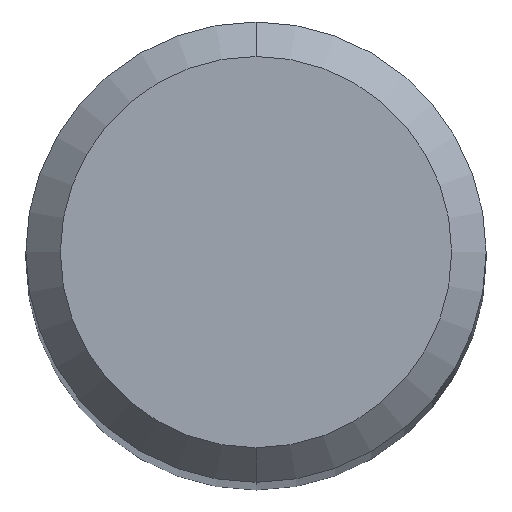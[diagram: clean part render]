
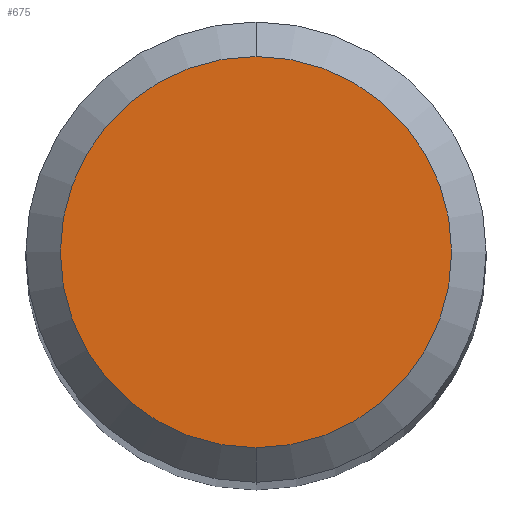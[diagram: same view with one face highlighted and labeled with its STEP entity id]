
A CAD part, top view. The second image highlights one B-rep face of the part: STEP entity #675.
In plain terms, the highlighted planar face has unit normal (0, 0, 1).
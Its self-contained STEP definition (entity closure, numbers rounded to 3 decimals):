
#675=ADVANCED_FACE('',(#1474),#1475,.T.);
#687=VERTEX_POINT('',#1488);
#915=VERTEX_POINT('',#1734);
#1105=EDGE_CURVE('',#915,#687,#1942,.T.);
#1171=EDGE_CURVE('',#687,#915,#2018,.T.);
#1474=FACE_OUTER_BOUND('',#2931,.T.);
#1475=PLANE('',#2932);
#1488=CARTESIAN_POINT('',(0.0,1.7,0.0));
#1734=CARTESIAN_POINT('',(0.,-1.7,0.0));
#1942=CIRCLE('',#4656,1.7);
#2018=CIRCLE('',#5101,1.7);
#2931=EDGE_LOOP('',(#5351,#5352));
#2932=AXIS2_PLACEMENT_3D('',#5353,#5354,#5355);
#4656=AXIS2_PLACEMENT_3D('',#5848,#5849,#5850);
#5101=AXIS2_PLACEMENT_3D('',#5990,#5991,#5992);
#5351=ORIENTED_EDGE('',*,*,#1171,.F.);
#5352=ORIENTED_EDGE('',*,*,#1105,.F.);
#5353=CARTESIAN_POINT('',(0.0,0.85,0.0));
#5354=DIRECTION('',(-0.0,0.0,1.0));
#5355=DIRECTION('',(0.0,-1.0,0.0));
#5848=CARTESIAN_POINT('',(0.0,0.0,0.0));
#5849=DIRECTION('',(0.0,0.0,-1.0));
#5850=DIRECTION('',(0.0,1.0,0.0));
#5990=CARTESIAN_POINT('',(0.0,0.0,0.0));
#5991=DIRECTION('',(0.0,0.0,-1.0));
#5992=DIRECTION('',(0.0,1.0,0.0));
